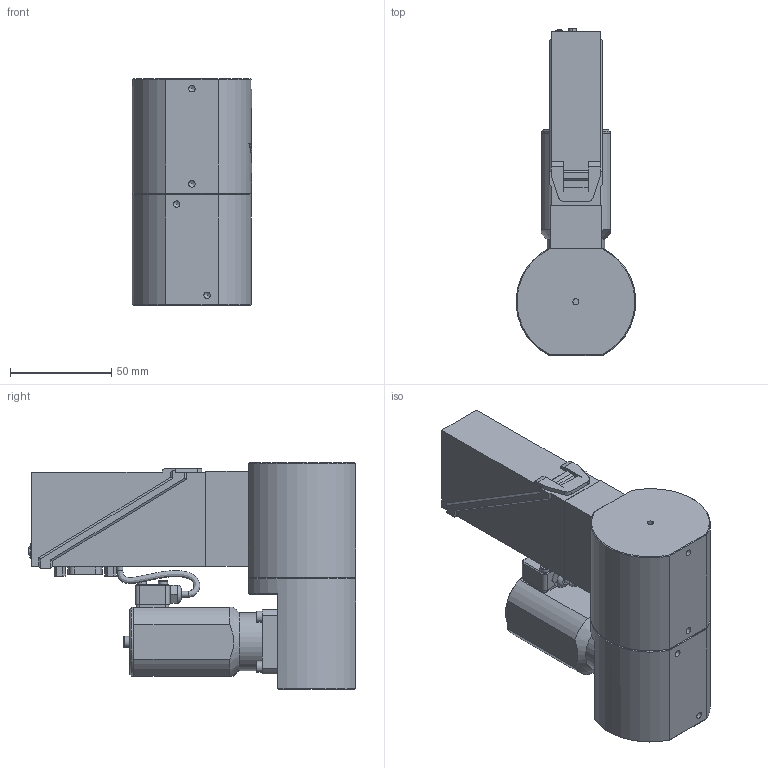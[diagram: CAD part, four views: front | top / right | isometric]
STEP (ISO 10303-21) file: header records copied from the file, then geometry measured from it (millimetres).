
FILE_DESCRIPTION(/* description */ (''),/* implementation_level */ '2;1');
FILE_NAME(/* name */ 'F-201BB.stp',/* time_stamp */ '2021-05-03T13:53:26+02:00',/* author */ ('M-Huiskes'),/* organization */ (''),/* preprocessor_version */ 'ST-DEVELOPER v18.1',/* originating_system */ 'Autodesk Inventor 2021',/* authorisation */ '');
FILE_SCHEMA (('AUTOMOTIVE_DESIGN { 1 0 10303 214 3 1 1 }'));
Length unit declared in the file: millimetre
Products named in the file (1): Part11
Bounding box: 58.91 x 161.56 x 112 mm (x, y, z)
Volume: 460926.5 mm3; surface area: 56926.3 mm2
Topology: 9 solids, 13 shells, 692 faces, 1754 edges, 1102 vertices
Faces by surface type: plane 386, cylinder 146, cone 76, bspline 45, sphere 22, torus 17
Full cylindrical faces by diameter (mm): 2.5 x2, 2.7 x2, 3 x5, 3.242 x4, 3.3 x1, 4.5 x2, 5 x2, 5.5 x7, 7 x1, 8.5 x4, 9 x4, 28.5 x1, 34 x1
Entity records: 31319 total; most frequent: CARTESIAN_POINT 14706, ORIENTED_EDGE 3398, DIRECTION 3308, EDGE_CURVE 1699, AXIS2_PLACEMENT_3D 1152, VERTEX_POINT 1102, LINE 1004, VECTOR 1004
